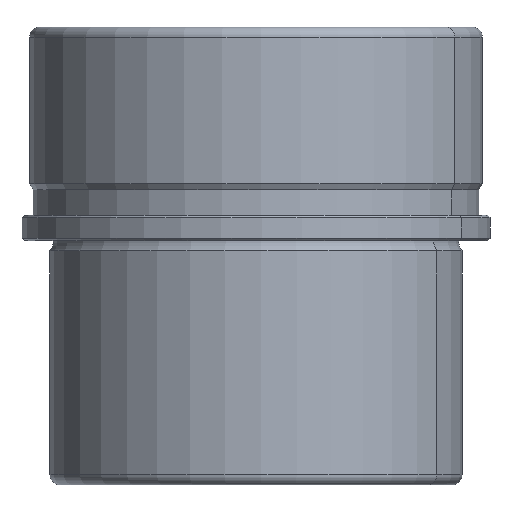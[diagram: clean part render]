
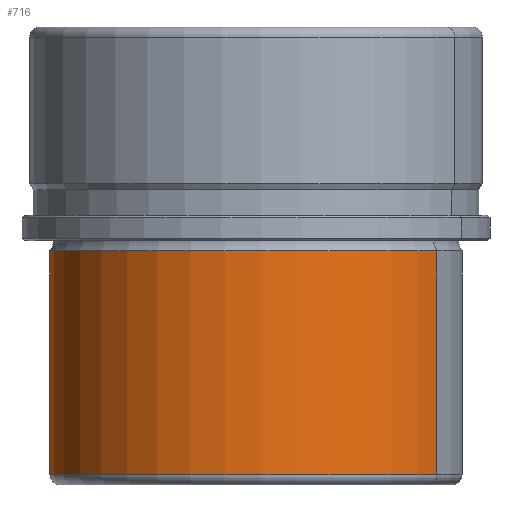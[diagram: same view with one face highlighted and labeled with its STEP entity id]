
A CAD part, front view. The second image highlights one B-rep face of the part: STEP entity #716.
In plain terms, the highlighted cylindrical face has radius 40.5 mm (diameter 81 mm), a partial arc.
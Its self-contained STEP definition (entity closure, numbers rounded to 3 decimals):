
#92=CARTESIAN_POINT('Vertex',(-35.542,19.417,-2.)) ;
#94=CARTESIAN_POINT('Vertex',(35.542,-19.417,-2.)) ;
#123=CARTESIAN_POINT('Axis2P3D Location',(0.,0.,-2.)) ;
#674=CARTESIAN_POINT('Axis2P3D Location',(0.,0.,-3.)) ;
#679=CARTESIAN_POINT('Line Origine',(-35.542,19.417,-25.)) ;
#683=CARTESIAN_POINT('Vertex',(-35.542,19.417,-46.)) ;
#686=CARTESIAN_POINT('Line Origine',(35.542,-19.417,-25.)) ;
#690=CARTESIAN_POINT('Vertex',(35.542,-19.417,-46.)) ;
#705=CARTESIAN_POINT('Axis2P3D Location',(0.,0.,-46.)) ;
#124=DIRECTION('Axis2P3D Direction',(0.,0.,-1.)) ;
#675=DIRECTION('Axis2P3D Direction',(0.,0.,-1.)) ;
#676=DIRECTION('Axis2P3D XDirection',(-0.878,0.479,-0.)) ;
#680=DIRECTION('Vector Direction',(0.,0.,-1.)) ;
#687=DIRECTION('Vector Direction',(0.,0.,-1.)) ;
#706=DIRECTION('Axis2P3D Direction',(0.,0.,-1.)) ;
#125=AXIS2_PLACEMENT_3D('Circle Axis2P3D',#123,#124,$) ;
#677=AXIS2_PLACEMENT_3D('Cylinder Axis2P3D',#674,#675,#676) ;
#707=AXIS2_PLACEMENT_3D('Circle Axis2P3D',#705,#706,$) ;
#711=ORIENTED_EDGE('',*,*,#692,.T.) ;
#712=ORIENTED_EDGE('',*,*,#127,.T.) ;
#713=ORIENTED_EDGE('',*,*,#685,.F.) ;
#714=ORIENTED_EDGE('',*,*,#709,.F.) ;
#681=VECTOR('Line Direction',#680,1.) ;
#688=VECTOR('Line Direction',#687,1.) ;
#716=ADVANCED_FACE('PartBody',(#715),#678,.T.) ;
#126=CIRCLE('generated circle',#125,40.5) ;
#708=CIRCLE('generated circle',#707,40.5) ;
#678=CYLINDRICAL_SURFACE('generated cylinder',#677,40.5) ;
#127=EDGE_CURVE('',#95,#93,#126,.T.) ;
#685=EDGE_CURVE('',#684,#93,#682,.F.) ;
#692=EDGE_CURVE('',#691,#95,#689,.F.) ;
#709=EDGE_CURVE('',#691,#684,#708,.T.) ;
#710=EDGE_LOOP('',(#711,#712,#713,#714)) ;
#715=FACE_OUTER_BOUND('',#710,.T.) ;
#682=LINE('Line',#679,#681) ;
#689=LINE('Line',#686,#688) ;
#93=VERTEX_POINT('',#92) ;
#95=VERTEX_POINT('',#94) ;
#684=VERTEX_POINT('',#683) ;
#691=VERTEX_POINT('',#690) ;
